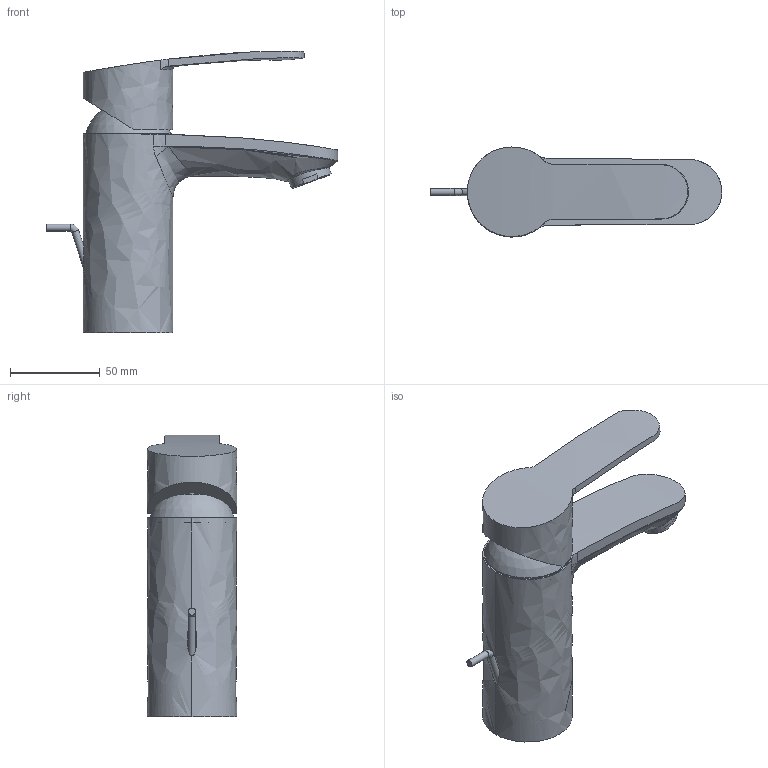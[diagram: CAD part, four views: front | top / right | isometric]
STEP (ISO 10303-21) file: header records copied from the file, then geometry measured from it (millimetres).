
FILE_DESCRIPTION(/* description */ ('Unknown'),/* implementation_level */ '2;1');
FILE_NAME(/* name */ '3355200E',/* time_stamp */ '2022-09-07T10:45:05+02:00',/* author */ ('Unknown'),/* organization */ ('GROHE AG'),/* preprocessor_version */ 'ST-DEVELOPER v16.7',/* originating_system */ 'DEX',/* authorisation */ $);
FILE_SCHEMA (('AUTOMOTIVE_DESIGN {1 0 10303 214 3 1 1}'));
Length unit declared in the file: millimetre
Products named in the file (3): 33552002; id11; plane#36
Assembly tree (2 placements, depth 2):
  33552002
    id11
    plane#36
Bounding box: 162.67 x 50 x 157.12 mm (x, y, z)
Surface area: 48910 mm2 (no closed solid volume)
Topology: 0 solids, 7 shells, 47 faces, 121 edges, 83 vertices
Faces by surface type: bspline 24, plane 11, cylinder 8, torus 2, sphere 1, cone 1
Full cylindrical faces by diameter (mm): 4 x2, 5.3 x1, 23.6 x1, 24.5 x1, 30 x1, 48.517 x1
Entity records: 3325 total; most frequent: CARTESIAN_POINT 2366, ORIENTED_EDGE 184, EDGE_CURVE 104, DIRECTION 103, VERTEX_POINT 77, B_SPLINE_CURVE_WITH_KNOTS 74, EDGE_LOOP 62, FACE_BOUND 62
